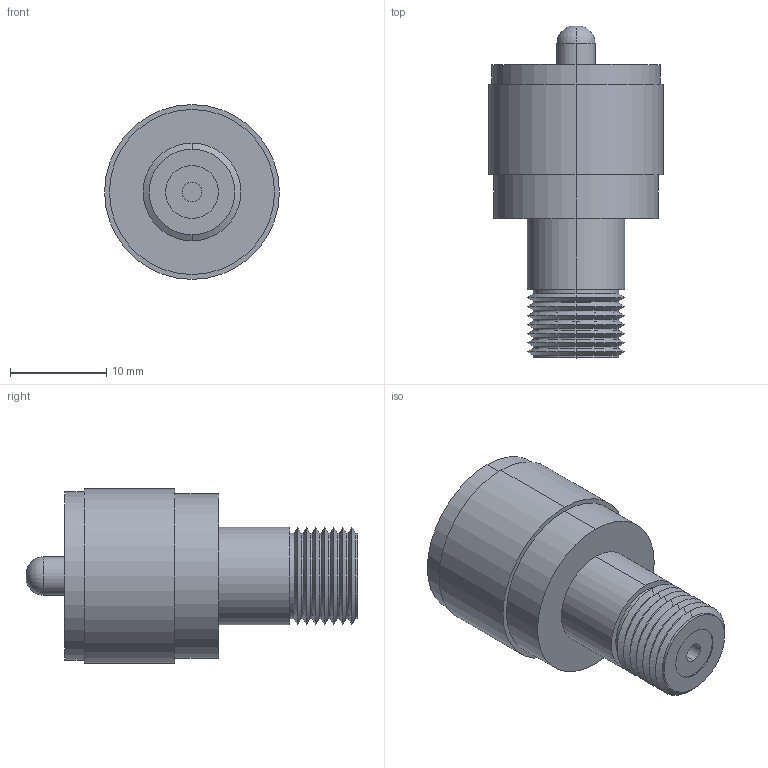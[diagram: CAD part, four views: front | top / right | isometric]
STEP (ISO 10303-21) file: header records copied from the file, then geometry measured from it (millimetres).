
FILE_DESCRIPTION (( 'STEP AP203' ), '1' );
FILE_NAME ('BA160.STEP', '2006-06-30T19:24:30', ( ' ' ), ( ' ' ), 'SwSTEP 2.0', 'SolidWorks 2005354', '' );
FILE_SCHEMA (( 'CONFIG_CONTROL_DESIGN' ));
Length unit declared in the file: inch
Products named in the file (1): BA160
Bounding box: 18.16 x 34.49 x 18.16 mm (x, y, z)
Volume: 4103.7 mm3; surface area: 2467.3 mm2
Topology: 1 solids, 1 shells, 89 faces, 190 edges, 112 vertices
Faces by surface type: cylinder 36, cone 28, plane 23, torus 2
Entity records: 2469 total; most frequent: DIRECTION 460, CARTESIAN_POINT 416, ORIENTED_EDGE 380, EDGE_CURVE 190, AXIS2_PLACEMENT_3D 188, VERTEX_POINT 112, EDGE_LOOP 98, CIRCLE 98
